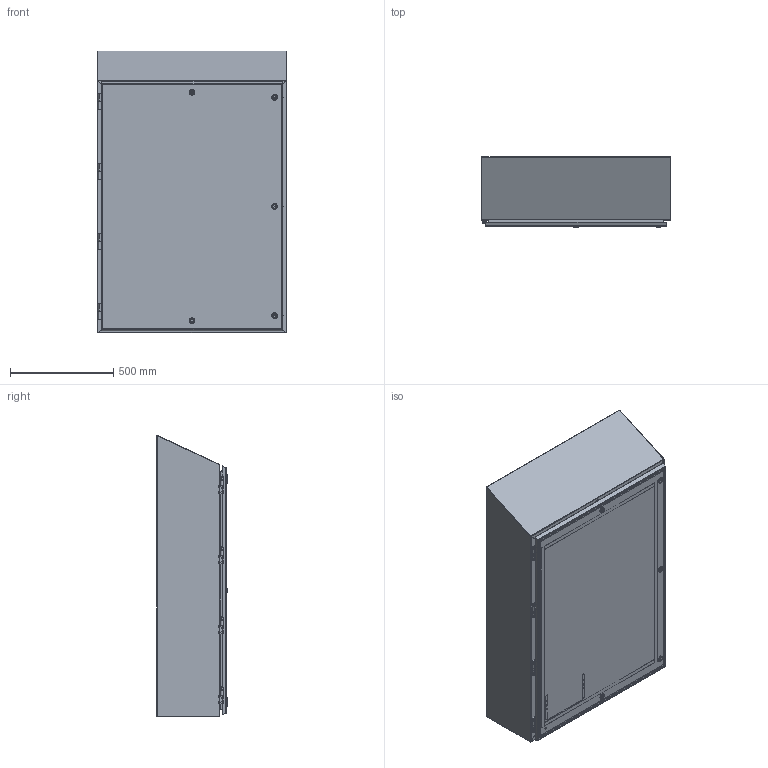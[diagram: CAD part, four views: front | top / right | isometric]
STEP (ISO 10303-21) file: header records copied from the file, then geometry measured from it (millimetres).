
FILE_DESCRIPTION (( 'STEP AP214' ), '1' );
FILE_NAME ('HWST483612SS.STEP', '2020-11-23T22:49:41', ( '' ), ( '' ), 'SwSTEP 2.0', 'SolidWorks 2019', '' );
FILE_SCHEMA (( 'AUTOMOTIVE_DESIGN' ));
Length unit declared in the file: inch
Products named in the file (1): HWST483612SS
Bounding box: 914.4 x 339.6 x 1360.05 mm (x, y, z)
Volume: 8019044.2 mm3; surface area: 8883369.2 mm2
Topology: 86 solids, 87 shells, 2051 faces, 4812 edges, 3013 vertices
Faces by surface type: plane 1256, cylinder 559, bspline 171, cone 65
Full cylindrical faces by diameter (mm): 3.307 x2, 4.166 x2, 4.917 x16, 5 x5, 5.74 x16, 6 x13, 6.096 x16, 6.1 x8, 6.35 x4, 6.985 x8, 7.937 x1, 7.938 x1, 8.433 x8, 9.347 x2, 9.525 x8, 9.83 x10, 12.7 x14, 13.335 x5, 15.875 x13, 16.002 x5, 16.51 x8, 19.5 x5, 19.939 x5, 27.94 x5, 88.9 x1
Entity records: 91949 total; most frequent: CARTESIAN_POINT 19707, ORIENTED_EDGE 8918, DIRECTION 8734, EDGE_CURVE 4459, AXIS2_PLACEMENT_3D 2964, VERTEX_POINT 2932, VECTOR 2806, LINE 2806
